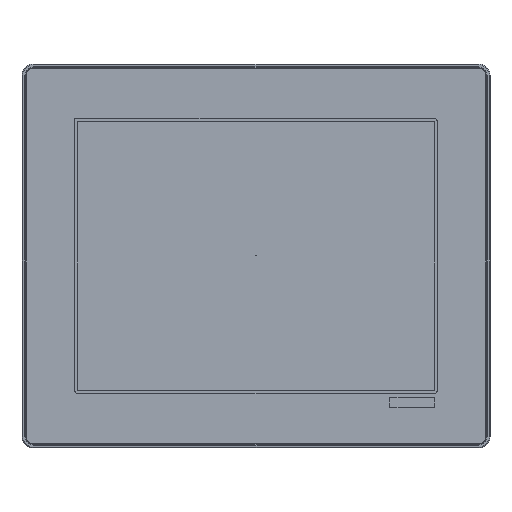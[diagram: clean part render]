
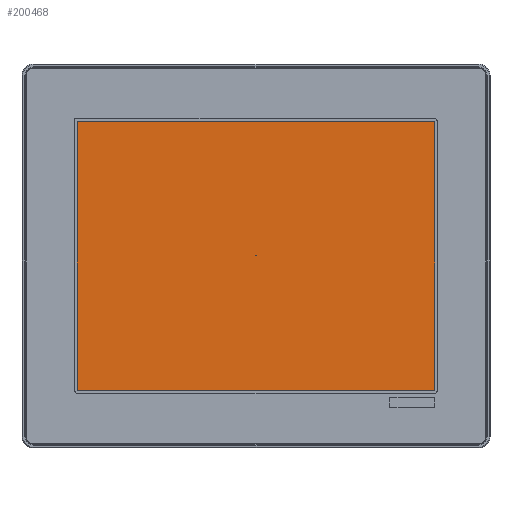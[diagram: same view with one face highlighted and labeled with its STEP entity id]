
A CAD part, top view. The second image highlights one B-rep face of the part: STEP entity #200468.
In plain terms, the highlighted planar face has unit normal (0, 0, 1).
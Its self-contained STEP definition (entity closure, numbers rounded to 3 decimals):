
#200230=CARTESIAN_POINT('',(123.,95.0,2.985));
#200231=VERTEX_POINT('',#200230);
#200238=CARTESIAN_POINT('',(125.,93.0,2.985));
#200239=VERTEX_POINT('',#200238);
#200240=CARTESIAN_POINT('',(123.,93.0,2.985));
#200241=DIRECTION('',(0.,0.,-1.0));
#200242=DIRECTION('',(0.707,0.707,0.));
#200243=AXIS2_PLACEMENT_3D('',#200240,#200241,#200242);
#200244=CIRCLE('',#200243,2.0);
#200245=EDGE_CURVE('',#200231,#200239,#200244,.T.);
#200269=CARTESIAN_POINT('',(-125.,95.0,2.985));
#200270=VERTEX_POINT('',#200269);
#200277=CARTESIAN_POINT('',(-125.,95.,2.985));
#200278=DIRECTION('',(1.0,0.0,0.0));
#200279=VECTOR('',#200278,248.);
#200280=LINE('',#200277,#200279);
#200281=EDGE_CURVE('',#200270,#200231,#200280,.T.);
#200300=CARTESIAN_POINT('',(-125.,-93.0,2.985));
#200301=VERTEX_POINT('',#200300);
#200308=CARTESIAN_POINT('',(-125.,-93.0,2.985));
#200309=DIRECTION('',(0.0,1.0,0.0));
#200310=VECTOR('',#200309,188.0);
#200311=LINE('',#200308,#200310);
#200312=EDGE_CURVE('',#200301,#200270,#200311,.T.);
#200332=CARTESIAN_POINT('',(-123.,-95.0,2.985));
#200333=VERTEX_POINT('',#200332);
#200340=CARTESIAN_POINT('',(-123.,-93.0,2.985));
#200341=DIRECTION('',(0.,0.,-1.0));
#200342=DIRECTION('',(-0.707,-0.707,0.));
#200343=AXIS2_PLACEMENT_3D('',#200340,#200341,#200342);
#200344=CIRCLE('',#200343,2.0);
#200345=EDGE_CURVE('',#200333,#200301,#200344,.T.);
#200382=CARTESIAN_POINT('',(125.,-93.0,2.985));
#200383=VERTEX_POINT('',#200382);
#200384=CARTESIAN_POINT('',(125.,93.0,2.985));
#200385=DIRECTION('',(0.0,-1.0,0.0));
#200386=VECTOR('',#200385,186.0);
#200387=LINE('',#200384,#200386);
#200388=EDGE_CURVE('',#200239,#200383,#200387,.T.);
#200414=CARTESIAN_POINT('',(123.,-95.0,2.985));
#200415=VERTEX_POINT('',#200414);
#200416=CARTESIAN_POINT('',(123.,-93.0,2.985));
#200417=DIRECTION('',(0.,0.,-1.0));
#200418=DIRECTION('',(0.707,-0.707,0.));
#200419=AXIS2_PLACEMENT_3D('',#200416,#200417,#200418);
#200420=CIRCLE('',#200419,2.0);
#200421=EDGE_CURVE('',#200383,#200415,#200420,.T.);
#200444=CARTESIAN_POINT('',(123.,-95.,2.985));
#200445=DIRECTION('',(-1.0,0.0,0.0));
#200446=VECTOR('',#200445,246.);
#200447=LINE('',#200444,#200446);
#200448=EDGE_CURVE('',#200415,#200333,#200447,.T.);
#200454=CARTESIAN_POINT('',(0.,0.,2.985));
#200455=DIRECTION('',(0.0,0.0,1.0));
#200456=DIRECTION('',(-1.0,0.0,0.0));
#200457=AXIS2_PLACEMENT_3D('',#200454,#200455,#200456);
#200458=PLANE('',#200457);
#200459=ORIENTED_EDGE('',*,*,#200245,.F.);
#200460=ORIENTED_EDGE('',*,*,#200281,.F.);
#200461=ORIENTED_EDGE('',*,*,#200312,.F.);
#200462=ORIENTED_EDGE('',*,*,#200345,.F.);
#200463=ORIENTED_EDGE('',*,*,#200448,.F.);
#200464=ORIENTED_EDGE('',*,*,#200421,.F.);
#200465=ORIENTED_EDGE('',*,*,#200388,.F.);
#200466=EDGE_LOOP('',(#200459,#200460,#200461,#200462,#200463,#200464,#200465));
#200467=FACE_OUTER_BOUND('',#200466,.T.);
#200468=ADVANCED_FACE('',(#200467),#200458,.T.);
